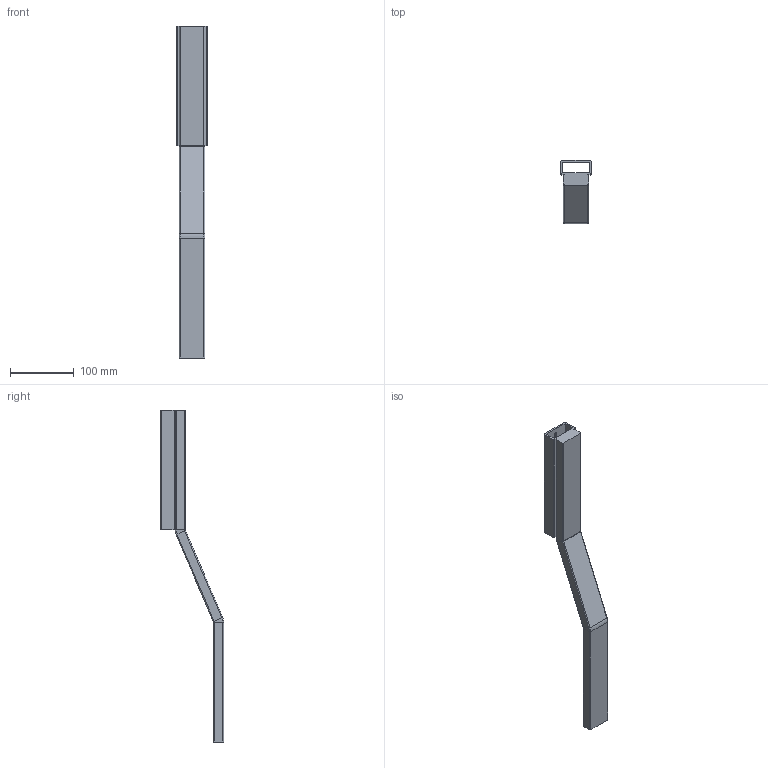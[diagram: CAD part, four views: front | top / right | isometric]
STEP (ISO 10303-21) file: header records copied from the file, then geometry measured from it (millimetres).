
FILE_DESCRIPTION (( 'STEP AP203' ), '1' );
FILE_NAME ('錨璃1.STEP', '2025-06-25T13:39:28', ( '' ), ( '' ), 'SwSTEP 2.0', 'SolidWorks 2023', '' );
FILE_SCHEMA (( 'CONFIG_CONTROL_DESIGN' ));
Length unit declared in the file: millimetre
Products named in the file (1): 零件1
Bounding box: 47 x 99 x 520 mm (x, y, z)
Volume: 340542.1 mm3; surface area: 116028.6 mm2
Topology: 1 solids, 1 shells, 113 faces, 293 edges, 184 vertices
Faces by surface type: plane 59, cylinder 46, torus 8
Entity records: 3520 total; most frequent: DIRECTION 621, CARTESIAN_POINT 591, ORIENTED_EDGE 586, EDGE_CURVE 293, AXIS2_PLACEMENT_3D 214, LINE 193, VECTOR 193, VERTEX_POINT 184
